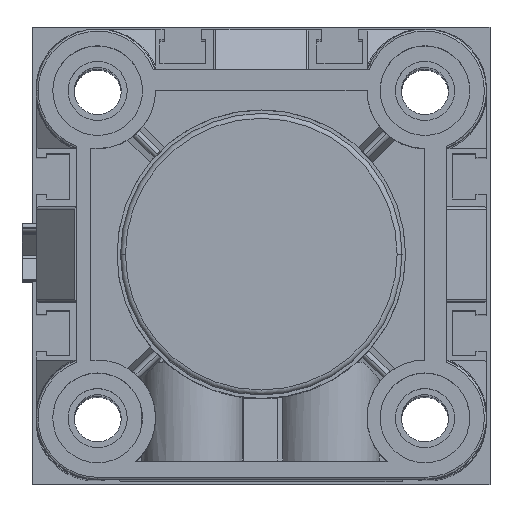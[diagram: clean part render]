
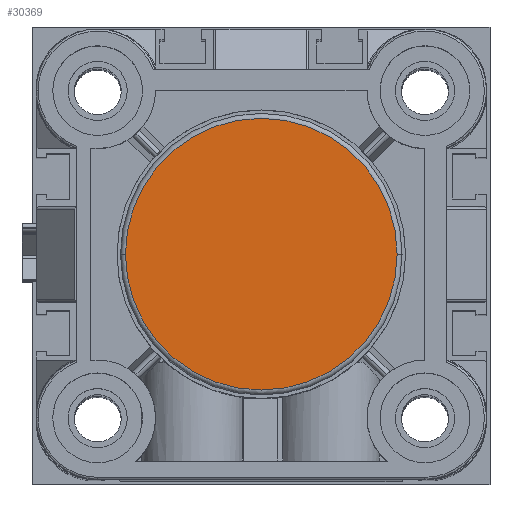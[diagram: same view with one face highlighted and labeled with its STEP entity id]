
A CAD part, top view. The second image highlights one B-rep face of the part: STEP entity #30369.
In plain terms, the highlighted face is planar.
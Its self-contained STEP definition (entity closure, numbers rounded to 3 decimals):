
#3851 = DIRECTION ( 'NONE',  ( 0., 0., 1. ) ) ;
#5037 = CARTESIAN_POINT ( 'NONE',  ( 26.25, 26.25, -4. ) ) ;
#7924 = DIRECTION ( 'NONE',  ( 1., 0., 0. ) ) ;
#9373 = EDGE_CURVE ( 'NONE', #29764, #32441, #10840, .T. ) ;
#10840 = CIRCLE ( 'NONE', #12811, 19.3 ) ;
#11002 = CIRCLE ( 'NONE', #30911, 19.3 ) ;
#12684 = CARTESIAN_POINT ( 'NONE',  ( 26.25, 26.25, -4. ) ) ;
#12811 = AXIS2_PLACEMENT_3D ( 'NONE', #12684, #33331, #15682 ) ;
#15682 = DIRECTION ( 'NONE',  ( 1., 0., 0. ) ) ;
#20317 = FACE_OUTER_BOUND ( 'NONE', #22862, .T. ) ;
#21461 = PLANE ( 'NONE',  #35456 ) ;
#22862 = EDGE_LOOP ( 'NONE', ( #24020, #23719 ) ) ;
#22940 = CARTESIAN_POINT ( 'NONE',  ( 45.55, 26.25, -4. ) ) ;
#23337 = CARTESIAN_POINT ( 'NONE',  ( 6.95, 26.25, -4. ) ) ;
#23719 = ORIENTED_EDGE ( 'NONE', *, *, #26635, .T. ) ;
#24020 = ORIENTED_EDGE ( 'NONE', *, *, #9373, .T. ) ;
#24411 = DIRECTION ( 'NONE',  ( 1., 0., 0. ) ) ;
#25618 = DIRECTION ( 'NONE',  ( 0., 0., -1. ) ) ;
#26635 = EDGE_CURVE ( 'NONE', #32441, #29764, #11002, .T. ) ;
#29764 = VERTEX_POINT ( 'NONE', #22940 ) ;
#30369 = ADVANCED_FACE ( 'NONE', ( #20317 ), #21461, .F. ) ;
#30911 = AXIS2_PLACEMENT_3D ( 'NONE', #5037, #25618, #7924 ) ;
#32441 = VERTEX_POINT ( 'NONE', #23337 ) ;
#33141 = CARTESIAN_POINT ( 'NONE',  ( 0., 0., -4. ) ) ;
#33331 = DIRECTION ( 'NONE',  ( 0., 0., -1. ) ) ;
#35456 = AXIS2_PLACEMENT_3D ( 'NONE', #33141, #3851, #24411 ) ;
